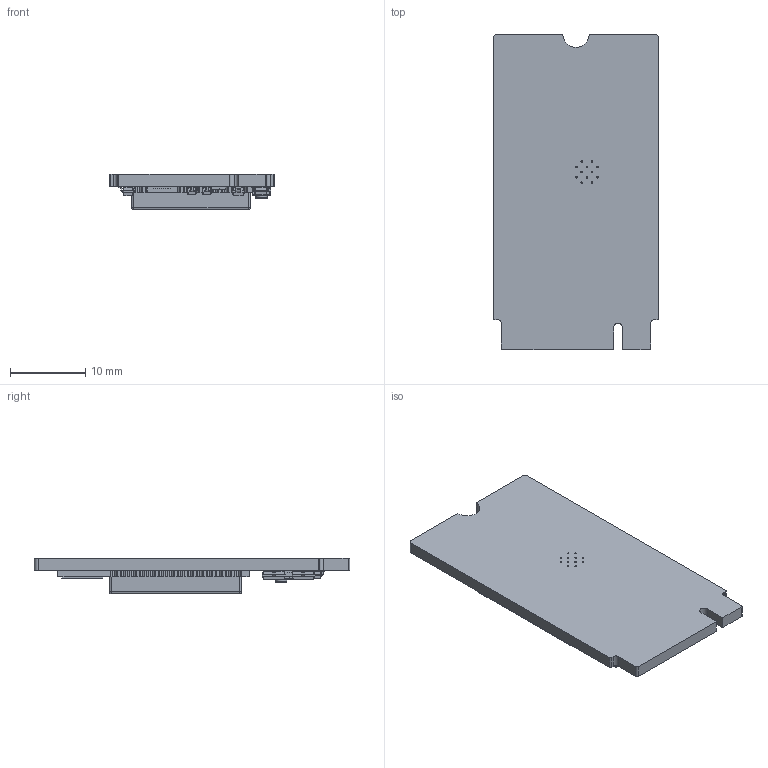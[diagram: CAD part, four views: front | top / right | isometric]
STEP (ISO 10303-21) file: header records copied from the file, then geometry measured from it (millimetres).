
FILE_DESCRIPTION(('KiCad electronic assembly'),'2;1');
FILE_NAME('PRODIGY-ESP32.step','2024-06-25T19:15:26',('Pcbnew'),('Kicad' ),'Open CASCADE STEP processor 7.8','KiCad to STEP converter', 'Unknown');
FILE_SCHEMA(('AUTOMOTIVE_DESIGN { 1 0 10303 214 1 1 1 1 }'));
Length unit declared in the file: millimetre
Products named in the file (18): PRODIGY-ESP32 1; SOT-23; SOT_23; R_0603_1608Metric; ESP32-S3-WROOM-1; SW_SPST_B3U-1000P-B; D_SOD-323; D_SOD_323; D_SOD-123; D_SOD_123; UQFN-10_1.4x1.8mm_P0.4mm; UQFN-10_1.4x1.8mm_Pitch0.4mm; QFN-20-1EP_4x4mm_P0.5mm_EP2.5x2.5mm; QFN-20-1EP_4x4mm_Pitch0.5mm; PRODIGY-ESP32_PCB
Assembly tree (25 placements, depth 3):
  PRODIGY-ESP32 1
    SOT-23  x2
      SOT_23
    R_0603_1608Metric  x6
      R_0603_1608Metric
    ESP32-S3-WROOM-1
      ESP32-S3-WROOM-1
    SW_SPST_B3U-1000P-B
      SW_SPST_B3U-1000P-B
    D_SOD-323  x3
      D_SOD_323
    D_SOD-123
      D_SOD_123
    UQFN-10_1.4x1.8mm_P0.4mm
      UQFN-10_1.4x1.8mm_Pitch0.4mm
    QFN-20-1EP_4x4mm_P0.5mm_EP2.5x2.5mm
      QFN-20-1EP_4x4mm_Pitch0.5mm
    PRODIGY-ESP32_PCB
Bounding box: 22 x 42 x 4.75 mm (x, y, z)
Volume: 2505 mm3; surface area: 4243.1 mm2
Topology: 68 solids, 68 shells, 2350 faces, 5736 edges, 3508 vertices
Faces by surface type: plane 1796, cylinder 357, bspline 158, sphere 21, torus 18
Full cylindrical faces by diameter (mm): 0.2 x12, 0.4 x1, 0.5 x2, 0.65 x1, 1.5 x1
Entity records: 71712 total; most frequent: CARTESIAN_POINT 10444, ORIENTED_EDGE 9766, DIRECTION 9277, EDGE_CURVE 4883, LINE 4203, VECTOR 4203, VERTEX_POINT 2998, AXIS2_PLACEMENT_3D 2537
